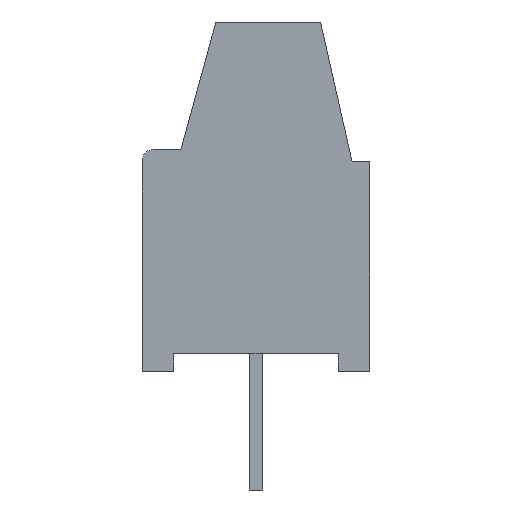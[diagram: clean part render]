
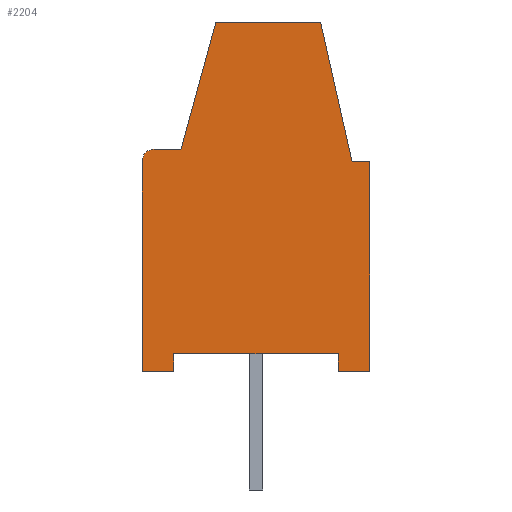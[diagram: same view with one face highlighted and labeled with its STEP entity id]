
A CAD part, left-side view. The second image highlights one B-rep face of the part: STEP entity #2204.
In plain terms, the highlighted planar face has unit normal (-1, 0, 0).
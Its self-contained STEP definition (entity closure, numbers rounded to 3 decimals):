
#517=DIRECTION('',(0.,0.264,-0.964));
#518=VECTOR('',#517,3.785);
#519=CARTESIAN_POINT('',(-4.04,1.15,0.));
#520=LINE('',#519,#518);
#521=DIRECTION('',(0.,1.,0.));
#522=VECTOR('',#521,3.);
#523=CARTESIAN_POINT('',(-4.04,-1.85,0.));
#524=LINE('',#523,#522);
#525=DIRECTION('',(0.,0.22,0.976));
#526=VECTOR('',#525,4.1);
#527=CARTESIAN_POINT('',(-4.04,-2.75,-4.));
#528=LINE('',#527,#526);
#529=DIRECTION('',(0.,1.,0.));
#530=VECTOR('',#529,0.5);
#531=CARTESIAN_POINT('',(-4.04,-3.25,-4.));
#532=LINE('',#531,#530);
#533=DIRECTION('',(0.,0.,1.));
#534=VECTOR('',#533,6.);
#535=CARTESIAN_POINT('',(-4.04,-3.25,-10.));
#536=LINE('',#535,#534);
#537=DIRECTION('',(0.,-1.,0.));
#538=VECTOR('',#537,0.9);
#539=CARTESIAN_POINT('',(-4.04,-2.35,-10.));
#540=LINE('',#539,#538);
#541=DIRECTION('',(0.,0.,-1.));
#542=VECTOR('',#541,0.5);
#543=CARTESIAN_POINT('',(-4.04,-2.35,-9.5));
#544=LINE('',#543,#542);
#545=DIRECTION('',(0.,-1.,0.));
#546=VECTOR('',#545,4.7);
#547=CARTESIAN_POINT('',(-4.04,2.35,-9.5));
#548=LINE('',#547,#546);
#549=DIRECTION('',(0.,0.,1.));
#550=VECTOR('',#549,0.5);
#551=CARTESIAN_POINT('',(-4.04,2.35,-10.));
#552=LINE('',#551,#550);
#553=DIRECTION('',(0.,-1.,0.));
#554=VECTOR('',#553,0.9);
#555=CARTESIAN_POINT('',(-4.04,3.25,-10.));
#556=LINE('',#555,#554);
#557=DIRECTION('',(0.,0.,-1.));
#558=VECTOR('',#557,6.05);
#559=CARTESIAN_POINT('',(-4.04,3.25,-3.95));
#560=LINE('',#559,#558);
#561=CARTESIAN_POINT('',(-4.04,2.95,-3.95));
#562=DIRECTION('',(-1.,0.,0.));
#563=DIRECTION('',(0.,0.,1.));
#564=AXIS2_PLACEMENT_3D('',#561,#562,#563);
#566=DIRECTION('',(0.,1.,0.));
#567=VECTOR('',#566,0.8);
#568=CARTESIAN_POINT('',(-4.04,2.15,-3.65));
#569=LINE('',#568,#567);
#1222=CARTESIAN_POINT('',(-4.04,1.15,0.));
#1223=CARTESIAN_POINT('',(-4.04,2.15,-3.65));
#1224=VERTEX_POINT('',#1222);
#1225=VERTEX_POINT('',#1223);
#1226=CARTESIAN_POINT('',(-4.04,2.95,-3.65));
#1227=VERTEX_POINT('',#1226);
#1228=CARTESIAN_POINT('',(-4.04,3.25,-3.95));
#1229=CARTESIAN_POINT('',(-4.04,3.25,-10.));
#1230=VERTEX_POINT('',#1228);
#1231=VERTEX_POINT('',#1229);
#1232=CARTESIAN_POINT('',(-4.04,2.35,-10.));
#1233=VERTEX_POINT('',#1232);
#1234=CARTESIAN_POINT('',(-4.04,2.35,-9.5));
#1235=VERTEX_POINT('',#1234);
#1236=CARTESIAN_POINT('',(-4.04,-2.35,-9.5));
#1237=VERTEX_POINT('',#1236);
#1238=CARTESIAN_POINT('',(-4.04,-2.35,-10.));
#1239=VERTEX_POINT('',#1238);
#1240=CARTESIAN_POINT('',(-4.04,-3.25,-10.));
#1241=VERTEX_POINT('',#1240);
#1242=CARTESIAN_POINT('',(-4.04,-3.25,-4.));
#1243=VERTEX_POINT('',#1242);
#1244=CARTESIAN_POINT('',(-4.04,-2.75,-4.));
#1245=VERTEX_POINT('',#1244);
#1246=CARTESIAN_POINT('',(-4.04,-1.85,0.));
#1247=VERTEX_POINT('',#1246);
#2179=CARTESIAN_POINT('',(-4.04,0.,0.));
#2180=DIRECTION('',(-1.,0.,0.));
#2181=DIRECTION('',(0.,-1.,0.));
#2182=AXIS2_PLACEMENT_3D('',#2179,#2180,#2181);
#2183=PLANE('',#2182);
#2184=ORIENTED_EDGE('',*,*,#1602,.F.);
#2186=ORIENTED_EDGE('',*,*,#2185,.F.);
#2188=ORIENTED_EDGE('',*,*,#2187,.F.);
#2190=ORIENTED_EDGE('',*,*,#2189,.F.);
#2191=ORIENTED_EDGE('',*,*,#1858,.F.);
#2192=ORIENTED_EDGE('',*,*,#1841,.F.);
#2193=ORIENTED_EDGE('',*,*,#1813,.F.);
#2194=ORIENTED_EDGE('',*,*,#1757,.F.);
#2195=ORIENTED_EDGE('',*,*,#2173,.F.);
#2196=ORIENTED_EDGE('',*,*,#2147,.F.);
#2197=ORIENTED_EDGE('',*,*,#1692,.F.);
#2199=ORIENTED_EDGE('',*,*,#2198,.F.);
#2201=ORIENTED_EDGE('',*,*,#2200,.F.);
#2202=EDGE_LOOP('',(#2184,#2186,#2188,#2190,#2191,#2192,#2193,#2194,#2195,#2196,
#2197,#2199,#2201));
#2203=FACE_OUTER_BOUND('',#2202,.F.);
#2204=ADVANCED_FACE('',(#2203),#2183,.T.);
#565=CIRCLE('',#564,0.3);
#1602=EDGE_CURVE('',#1224,#1225,#520,.T.);
#1692=EDGE_CURVE('',#1230,#1231,#560,.T.);
#1757=EDGE_CURVE('',#1235,#1237,#548,.T.);
#1813=EDGE_CURVE('',#1237,#1239,#544,.T.);
#1841=EDGE_CURVE('',#1239,#1241,#540,.T.);
#1858=EDGE_CURVE('',#1241,#1243,#536,.T.);
#2147=EDGE_CURVE('',#1231,#1233,#556,.T.);
#2173=EDGE_CURVE('',#1233,#1235,#552,.T.);
#2185=EDGE_CURVE('',#1247,#1224,#524,.T.);
#2187=EDGE_CURVE('',#1245,#1247,#528,.T.);
#2189=EDGE_CURVE('',#1243,#1245,#532,.T.);
#2198=EDGE_CURVE('',#1227,#1230,#565,.T.);
#2200=EDGE_CURVE('',#1225,#1227,#569,.T.);
